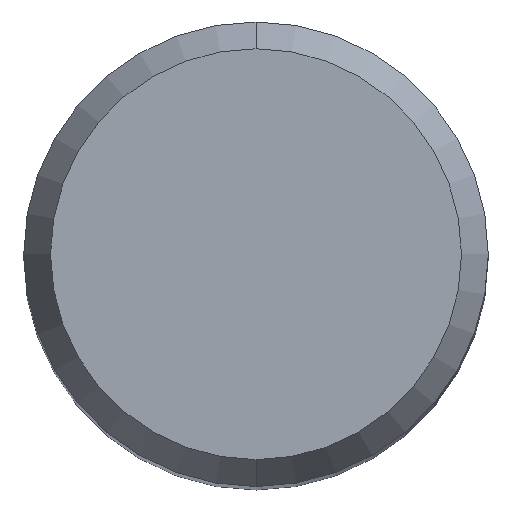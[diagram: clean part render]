
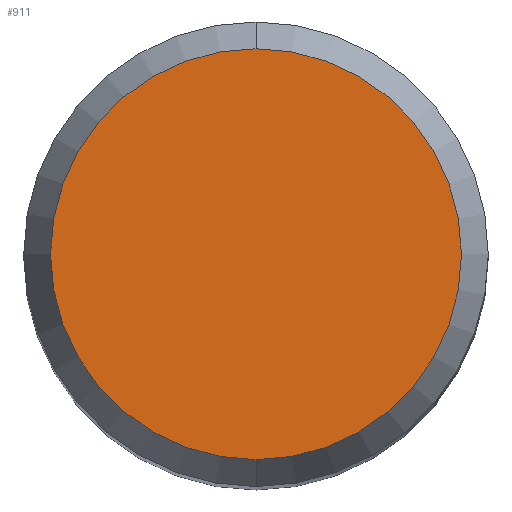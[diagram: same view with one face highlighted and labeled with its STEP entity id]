
A CAD part, top view. The second image highlights one B-rep face of the part: STEP entity #911.
In plain terms, the highlighted planar face has unit normal (0, 0, 1).
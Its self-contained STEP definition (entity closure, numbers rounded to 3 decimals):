
#435=VERTEX_POINT('',#1189);
#567=EDGE_CURVE('',#435,#635,#1335,.T.);
#635=VERTEX_POINT('',#1407);
#911=ADVANCED_FACE('',(#1716),#1717,.T.);
#1029=EDGE_CURVE('',#635,#435,#1847,.T.);
#1189=CARTESIAN_POINT('',(0.0,4.423,0.0));
#1335=CIRCLE('',#2417,4.423);
#1407=CARTESIAN_POINT('',(0.,-4.423,0.0));
#1716=FACE_OUTER_BOUND('',#4107,.T.);
#1717=PLANE('',#4108);
#1847=CIRCLE('',#4958,4.423);
#2417=AXIS2_PLACEMENT_3D('',#5510,#5511,#5512);
#4107=EDGE_LOOP('',(#5959,#5960));
#4108=AXIS2_PLACEMENT_3D('',#5961,#5962,#5963);
#4958=AXIS2_PLACEMENT_3D('',#6122,#6123,#6124);
#5510=CARTESIAN_POINT('',(0.0,0.0,0.0));
#5511=DIRECTION('',(0.0,0.0,-1.0));
#5512=DIRECTION('',(0.0,1.0,0.0));
#5959=ORIENTED_EDGE('',*,*,#567,.F.);
#5960=ORIENTED_EDGE('',*,*,#1029,.F.);
#5961=CARTESIAN_POINT('',(0.0,2.211,0.0));
#5962=DIRECTION('',(-0.0,0.0,1.0));
#5963=DIRECTION('',(0.0,-1.0,0.0));
#6122=CARTESIAN_POINT('',(0.0,0.0,0.0));
#6123=DIRECTION('',(0.0,0.0,-1.0));
#6124=DIRECTION('',(0.0,1.0,0.0));
